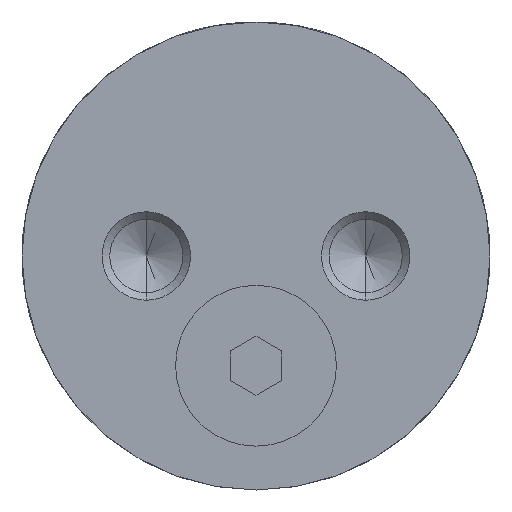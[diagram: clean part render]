
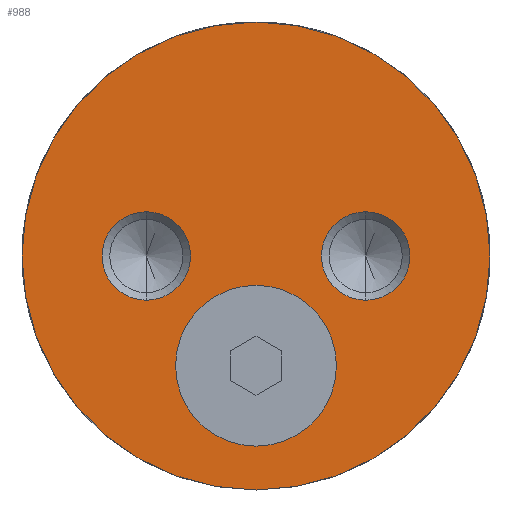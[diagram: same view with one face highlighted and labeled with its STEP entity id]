
A CAD part, left-side view. The second image highlights one B-rep face of the part: STEP entity #988.
In plain terms, the highlighted planar face has unit normal (-1, 0, 0).
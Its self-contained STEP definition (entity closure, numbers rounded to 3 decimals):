
#1 = DIRECTION ( 'NONE',  ( 0., 0., 1. ) ) ;
#5 = CARTESIAN_POINT ( 'NONE',  ( -45.2, 7.5, -3.025 ) ) ;
#12 = VERTEX_POINT ( 'NONE', #1313 ) ;
#54 = CARTESIAN_POINT ( 'NONE',  ( -45.2, -7.5, 0. ) ) ;
#68 = AXIS2_PLACEMENT_3D ( 'NONE', #618, #144, #160 ) ;
#71 = CIRCLE ( 'NONE', #1982, 3.025 ) ;
#88 = DIRECTION ( 'NONE',  ( 0., 0., -1. ) ) ;
#90 = CARTESIAN_POINT ( 'NONE',  ( -45.2, 0., -2. ) ) ;
#113 = ORIENTED_EDGE ( 'NONE', *, *, #369, .F. ) ;
#127 = EDGE_LOOP ( 'NONE', ( #365, #1457 ) ) ;
#144 = DIRECTION ( 'NONE',  ( -1., 0., 0. ) ) ;
#160 = DIRECTION ( 'NONE',  ( 0., 0., 1. ) ) ;
#167 = EDGE_LOOP ( 'NONE', ( #1050, #2028 ) ) ;
#187 = DIRECTION ( 'NONE',  ( -1., 0., 0. ) ) ;
#261 = CARTESIAN_POINT ( 'NONE',  ( -45.2, -7.5, 0. ) ) ;
#267 = DIRECTION ( 'NONE',  ( 1., 0., 0. ) ) ;
#360 = FACE_BOUND ( 'NONE', #127, .T. ) ;
#365 = ORIENTED_EDGE ( 'NONE', *, *, #2106, .F. ) ;
#369 = EDGE_CURVE ( 'NONE', #1900, #12, #71, .T. ) ;
#394 = AXIS2_PLACEMENT_3D ( 'NONE', #1059, #267, #88 ) ;
#420 = VERTEX_POINT ( 'NONE', #548 ) ;
#465 = EDGE_CURVE ( 'NONE', #420, #1076, #978, .T. ) ;
#488 = AXIS2_PLACEMENT_3D ( 'NONE', #261, #1169, #1178 ) ;
#548 = CARTESIAN_POINT ( 'NONE',  ( -45.2, 0., 16. ) ) ;
#598 = AXIS2_PLACEMENT_3D ( 'NONE', #2163, #1306, #2085 ) ;
#618 = CARTESIAN_POINT ( 'NONE',  ( -45.2, 0., -7.5 ) ) ;
#656 = CIRCLE ( 'NONE', #68, 5.5 ) ;
#713 = EDGE_CURVE ( 'NONE', #2083, #1405, #1437, .T. ) ;
#728 = DIRECTION ( 'NONE',  ( 0., 0., 1. ) ) ;
#746 = CARTESIAN_POINT ( 'NONE',  ( -45.2, 0., -13. ) ) ;
#779 = FACE_BOUND ( 'NONE', #1944, .T. ) ;
#837 = DIRECTION ( 'NONE',  ( 0., 0., 1. ) ) ;
#873 = CARTESIAN_POINT ( 'NONE',  ( -45.2, -7.5, -3.025 ) ) ;
#901 = CARTESIAN_POINT ( 'NONE',  ( -45.2, 7.5, 3.025 ) ) ;
#949 = AXIS2_PLACEMENT_3D ( 'NONE', #1659, #187, #1 ) ;
#951 = ORIENTED_EDGE ( 'NONE', *, *, #713, .F. ) ;
#963 = ORIENTED_EDGE ( 'NONE', *, *, #1314, .F. ) ;
#978 = CIRCLE ( 'NONE', #1787, 16. ) ;
#988 = ADVANCED_FACE ( 'NONE', ( #360, #779, #1506, #1046 ), #1738, .T. ) ;
#1046 = FACE_OUTER_BOUND ( 'NONE', #167, .T. ) ;
#1050 = ORIENTED_EDGE ( 'NONE', *, *, #1939, .F. ) ;
#1059 = CARTESIAN_POINT ( 'NONE',  ( -45.2, 0., 0. ) ) ;
#1076 = VERTEX_POINT ( 'NONE', #1411 ) ;
#1098 = ORIENTED_EDGE ( 'NONE', *, *, #1416, .F. ) ;
#1122 = CIRCLE ( 'NONE', #488, 3.025 ) ;
#1137 = EDGE_CURVE ( 'NONE', #1489, #1466, #656, .T. ) ;
#1169 = DIRECTION ( 'NONE',  ( -1., 0., 0. ) ) ;
#1178 = DIRECTION ( 'NONE',  ( 0., 0., 1. ) ) ;
#1193 = DIRECTION ( 'NONE',  ( -1., 0., 0. ) ) ;
#1218 = DIRECTION ( 'NONE',  ( -1., 0., 0. ) ) ;
#1221 = DIRECTION ( 'NONE',  ( 1., 0., 0. ) ) ;
#1306 = DIRECTION ( 'NONE',  ( -1., 0., 0. ) ) ;
#1313 = CARTESIAN_POINT ( 'NONE',  ( -45.2, -7.5, 3.025 ) ) ;
#1314 = EDGE_CURVE ( 'NONE', #1405, #2083, #1935, .T. ) ;
#1389 = CIRCLE ( 'NONE', #598, 5.5 ) ;
#1390 = AXIS2_PLACEMENT_3D ( 'NONE', #1503, #1993, #837 ) ;
#1405 = VERTEX_POINT ( 'NONE', #5 ) ;
#1407 = CARTESIAN_POINT ( 'NONE',  ( -45.2, 0., 0. ) ) ;
#1411 = CARTESIAN_POINT ( 'NONE',  ( -45.2, 0., -16. ) ) ;
#1416 = EDGE_CURVE ( 'NONE', #12, #1900, #1122, .T. ) ;
#1437 = CIRCLE ( 'NONE', #949, 3.025 ) ;
#1457 = ORIENTED_EDGE ( 'NONE', *, *, #1137, .F. ) ;
#1466 = VERTEX_POINT ( 'NONE', #90 ) ;
#1489 = VERTEX_POINT ( 'NONE', #746 ) ;
#1503 = CARTESIAN_POINT ( 'NONE',  ( -45.2, 7.5, 0. ) ) ;
#1506 = FACE_BOUND ( 'NONE', #1872, .T. ) ;
#1530 = CIRCLE ( 'NONE', #394, 16. ) ;
#1659 = CARTESIAN_POINT ( 'NONE',  ( -45.2, 7.5, 0. ) ) ;
#1718 = CARTESIAN_POINT ( 'NONE',  ( -45.2, 16., 0. ) ) ;
#1738 = PLANE ( 'NONE',  #1861 ) ;
#1787 = AXIS2_PLACEMENT_3D ( 'NONE', #1407, #1221, #2097 ) ;
#1861 = AXIS2_PLACEMENT_3D ( 'NONE', #1718, #1218, #728 ) ;
#1872 = EDGE_LOOP ( 'NONE', ( #1098, #113 ) ) ;
#1900 = VERTEX_POINT ( 'NONE', #873 ) ;
#1935 = CIRCLE ( 'NONE', #1390, 3.025 ) ;
#1939 = EDGE_CURVE ( 'NONE', #1076, #420, #1530, .T. ) ;
#1944 = EDGE_LOOP ( 'NONE', ( #951, #963 ) ) ;
#1982 = AXIS2_PLACEMENT_3D ( 'NONE', #54, #1193, #2065 ) ;
#1993 = DIRECTION ( 'NONE',  ( -1., 0., 0. ) ) ;
#2028 = ORIENTED_EDGE ( 'NONE', *, *, #465, .F. ) ;
#2065 = DIRECTION ( 'NONE',  ( 0., 0., 1. ) ) ;
#2083 = VERTEX_POINT ( 'NONE', #901 ) ;
#2085 = DIRECTION ( 'NONE',  ( 0., 0., 1. ) ) ;
#2097 = DIRECTION ( 'NONE',  ( 0., 0., -1. ) ) ;
#2106 = EDGE_CURVE ( 'NONE', #1466, #1489, #1389, .T. ) ;
#2163 = CARTESIAN_POINT ( 'NONE',  ( -45.2, 0., -7.5 ) ) ;
